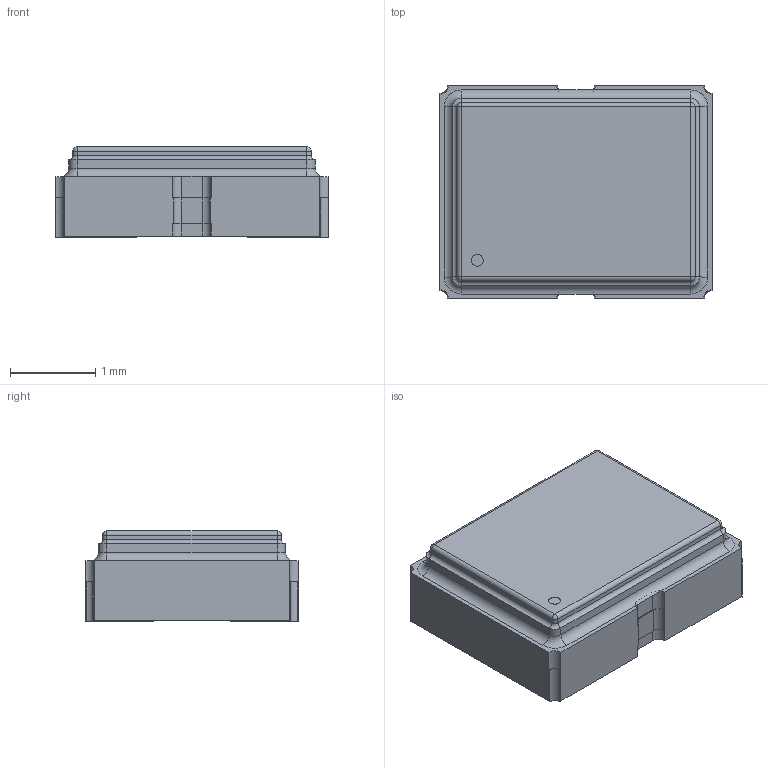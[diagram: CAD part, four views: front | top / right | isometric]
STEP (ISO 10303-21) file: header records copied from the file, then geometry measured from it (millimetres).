
FILE_DESCRIPTION (( 'STEP AP214' ), '1' );
FILE_NAME ('OSC-SMD_4P-L3.2-W2.5-BL_SG-8018CE.STEP', '2021-09-28T13:10:43', ( '' ), ( '' ), 'SwSTEP 2.0', 'SolidWorks 2018', '' );
FILE_SCHEMA (( 'AUTOMOTIVE_DESIGN' ));
Length unit declared in the file: millimetre
Products named in the file (1): OSC-SMD_4P-L3.2-W2.5-BL_SG-8018CE
Bounding box: 3.2 x 2.5 x 1.06 mm (x, y, z)
Volume: 7.7 mm3; surface area: 26.7 mm2
Topology: 1 solids, 1 shells, 177 faces, 465 edges, 294 vertices
Faces by surface type: plane 109, cylinder 42, bspline 14, torus 8, sphere 4
Entity records: 8036 total; most frequent: CARTESIAN_POINT 1731, ORIENTED_EDGE 922, DIRECTION 861, EDGE_CURVE 461, LINE 333, VECTOR 333, VERTEX_POINT 294, AXIS2_PLACEMENT_3D 264
